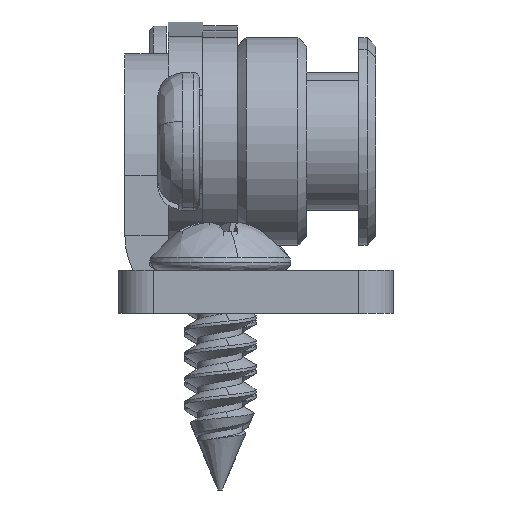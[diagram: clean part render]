
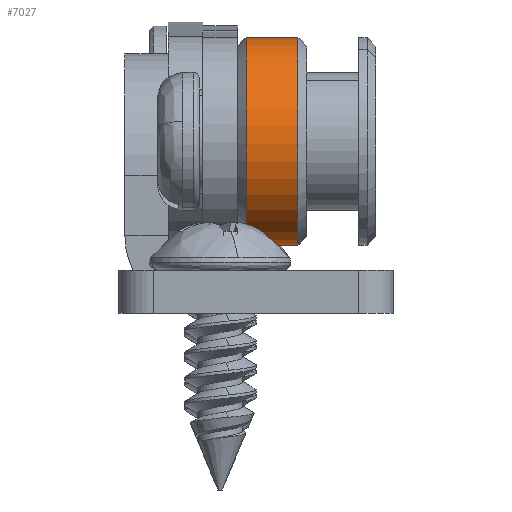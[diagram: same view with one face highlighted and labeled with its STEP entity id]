
A CAD part, left-side view. The second image highlights one B-rep face of the part: STEP entity #7027.
In plain terms, the highlighted cylindrical face has radius 6 mm (diameter 12 mm), a partial arc.
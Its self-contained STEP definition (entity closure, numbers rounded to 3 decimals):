
#701 = EDGE_CURVE ( 'NONE', #7060, #8187, #11047, .T. ) ;
#934 = ORIENTED_EDGE ( 'NONE', *, *, #2094, .F. ) ;
#995 = FACE_OUTER_BOUND ( 'NONE', #11496, .T. ) ;
#1021 = DIRECTION ( 'NONE',  ( 0., 0., 1. ) ) ;
#1181 = CYLINDRICAL_SURFACE ( 'NONE', #2415, 6. ) ;
#1523 = CARTESIAN_POINT ( 'NONE',  ( 0., 0.5, -6. ) ) ;
#2094 = EDGE_CURVE ( 'NONE', #7867, #3363, #2800, .T. ) ;
#2415 = AXIS2_PLACEMENT_3D ( 'NONE', #8445, #4852, #8569 ) ;
#2716 = CARTESIAN_POINT ( 'NONE',  ( 0., 3.5, 0. ) ) ;
#2767 = DIRECTION ( 'NONE',  ( 0., -1., 0. ) ) ;
#2800 = LINE ( 'NONE', #5625, #7504 ) ;
#2942 = EDGE_CURVE ( 'NONE', #8187, #3363, #4226, .T. ) ;
#3363 = VERTEX_POINT ( 'NONE', #1523 ) ;
#3830 = EDGE_CURVE ( 'NONE', #7867, #7060, #4032, .T. ) ;
#4032 = CIRCLE ( 'NONE', #9824, 6. ) ;
#4226 = CIRCLE ( 'NONE', #7319, 6. ) ;
#4852 = DIRECTION ( 'NONE',  ( 0., -1., 0. ) ) ;
#5625 = CARTESIAN_POINT ( 'NONE',  ( 0., 0., -6. ) ) ;
#6108 = ORIENTED_EDGE ( 'NONE', *, *, #701, .T. ) ;
#6647 = VECTOR ( 'NONE', #2767, 1000. ) ;
#7027 = ADVANCED_FACE ( 'NONE', ( #995 ), #1181, .T. ) ;
#7060 = VERTEX_POINT ( 'NONE', #8317 ) ;
#7151 = ORIENTED_EDGE ( 'NONE', *, *, #3830, .T. ) ;
#7319 = AXIS2_PLACEMENT_3D ( 'NONE', #7457, #9212, #8432 ) ;
#7457 = CARTESIAN_POINT ( 'NONE',  ( 0., 0.5, 0. ) ) ;
#7504 = VECTOR ( 'NONE', #10112, 1000. ) ;
#7851 = CARTESIAN_POINT ( 'NONE',  ( 0., 3.5, -6. ) ) ;
#7867 = VERTEX_POINT ( 'NONE', #7851 ) ;
#8187 = VERTEX_POINT ( 'NONE', #8872 ) ;
#8317 = CARTESIAN_POINT ( 'NONE',  ( 0., 3.5, 6. ) ) ;
#8432 = DIRECTION ( 'NONE',  ( 0., 0., -1. ) ) ;
#8445 = CARTESIAN_POINT ( 'NONE',  ( 0., 0., 0. ) ) ;
#8569 = DIRECTION ( 'NONE',  ( 0., 0., -1. ) ) ;
#8872 = CARTESIAN_POINT ( 'NONE',  ( 0., 0.5, 6. ) ) ;
#9212 = DIRECTION ( 'NONE',  ( 0., 1., 0. ) ) ;
#9824 = AXIS2_PLACEMENT_3D ( 'NONE', #2716, #10034, #1021 ) ;
#10034 = DIRECTION ( 'NONE',  ( 0., -1., 0. ) ) ;
#10112 = DIRECTION ( 'NONE',  ( 0., -1., 0. ) ) ;
#10204 = CARTESIAN_POINT ( 'NONE',  ( 0., 0., 6. ) ) ;
#11047 = LINE ( 'NONE', #10204, #6647 ) ;
#11496 = EDGE_LOOP ( 'NONE', ( #7151, #6108, #11799, #934 ) ) ;
#11799 = ORIENTED_EDGE ( 'NONE', *, *, #2942, .T. ) ;
